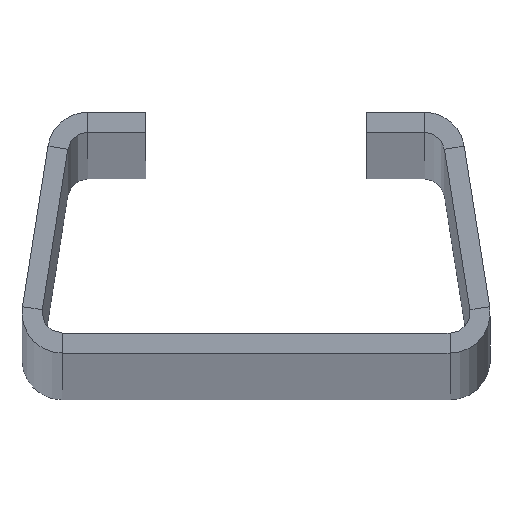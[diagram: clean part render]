
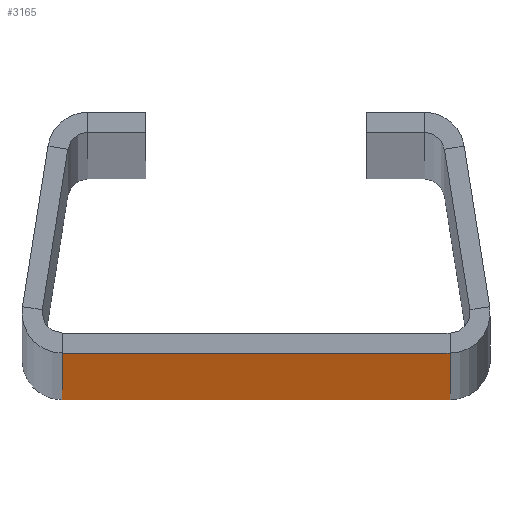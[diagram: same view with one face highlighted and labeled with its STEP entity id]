
A CAD part, top view. The second image highlights one B-rep face of the part: STEP entity #3165.
In plain terms, the highlighted planar face has unit normal (0, -1, 0).
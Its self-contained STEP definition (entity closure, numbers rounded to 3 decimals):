
#31 = DIRECTION ( 'NONE',  ( 0., 1., 0. ) ) ;
#40 = VERTEX_POINT ( 'NONE', #4135 ) ;
#104 = EDGE_CURVE ( 'NONE', #280, #1460, #2648, .T. ) ;
#246 = VECTOR ( 'NONE', #7570, 1000. ) ;
#280 = VERTEX_POINT ( 'NONE', #3763 ) ;
#1010 = CARTESIAN_POINT ( 'NONE',  ( 14.487, 0., 2000. ) ) ;
#1081 = EDGE_CURVE ( 'NONE', #1460, #40, #4507, .T. ) ;
#1130 = VECTOR ( 'NONE', #1438, 1000. ) ;
#1438 = DIRECTION ( 'NONE',  ( 1., 0., 0. ) ) ;
#1460 = VERTEX_POINT ( 'NONE', #2610 ) ;
#1467 = EDGE_LOOP ( 'NONE', ( #4896, #2562, #5149, #7658 ) ) ;
#1842 = LINE ( 'NONE', #3974, #246 ) ;
#2401 = FACE_OUTER_BOUND ( 'NONE', #1467, .T. ) ;
#2431 = PLANE ( 'NONE',  #3054 ) ;
#2562 = ORIENTED_EDGE ( 'NONE', *, *, #4208, .F. ) ;
#2610 = CARTESIAN_POINT ( 'NONE',  ( -14.487, 0., 0. ) ) ;
#2648 = LINE ( 'NONE', #4663, #7087 ) ;
#3054 = AXIS2_PLACEMENT_3D ( 'NONE', #4827, #31, #4263 ) ;
#3165 = ADVANCED_FACE ( 'NONE', ( #2401 ), #2431, .F. ) ;
#3563 = EDGE_CURVE ( 'NONE', #280, #7044, #1842, .T. ) ;
#3763 = CARTESIAN_POINT ( 'NONE',  ( -14.487, 0., 2000. ) ) ;
#3974 = CARTESIAN_POINT ( 'NONE',  ( -18., 0., 2000. ) ) ;
#4029 = VECTOR ( 'NONE', #4862, 1000. ) ;
#4077 = DIRECTION ( 'NONE',  ( 0., 0., -1. ) ) ;
#4135 = CARTESIAN_POINT ( 'NONE',  ( 14.487, 0., 0. ) ) ;
#4208 = EDGE_CURVE ( 'NONE', #7044, #40, #5604, .T. ) ;
#4263 = DIRECTION ( 'NONE',  ( -1., 0., 0. ) ) ;
#4507 = LINE ( 'NONE', #6853, #1130 ) ;
#4663 = CARTESIAN_POINT ( 'NONE',  ( -14.487, 0., 2000. ) ) ;
#4827 = CARTESIAN_POINT ( 'NONE',  ( -18., 0., 2000. ) ) ;
#4862 = DIRECTION ( 'NONE',  ( 0., 0., -1. ) ) ;
#4896 = ORIENTED_EDGE ( 'NONE', *, *, #1081, .T. ) ;
#5149 = ORIENTED_EDGE ( 'NONE', *, *, #3563, .F. ) ;
#5604 = LINE ( 'NONE', #7276, #4029 ) ;
#6853 = CARTESIAN_POINT ( 'NONE',  ( -18., 0., 0. ) ) ;
#7044 = VERTEX_POINT ( 'NONE', #1010 ) ;
#7087 = VECTOR ( 'NONE', #4077, 1000. ) ;
#7276 = CARTESIAN_POINT ( 'NONE',  ( 14.487, 0., 2000. ) ) ;
#7570 = DIRECTION ( 'NONE',  ( 1., 0., 0. ) ) ;
#7658 = ORIENTED_EDGE ( 'NONE', *, *, #104, .T. ) ;
